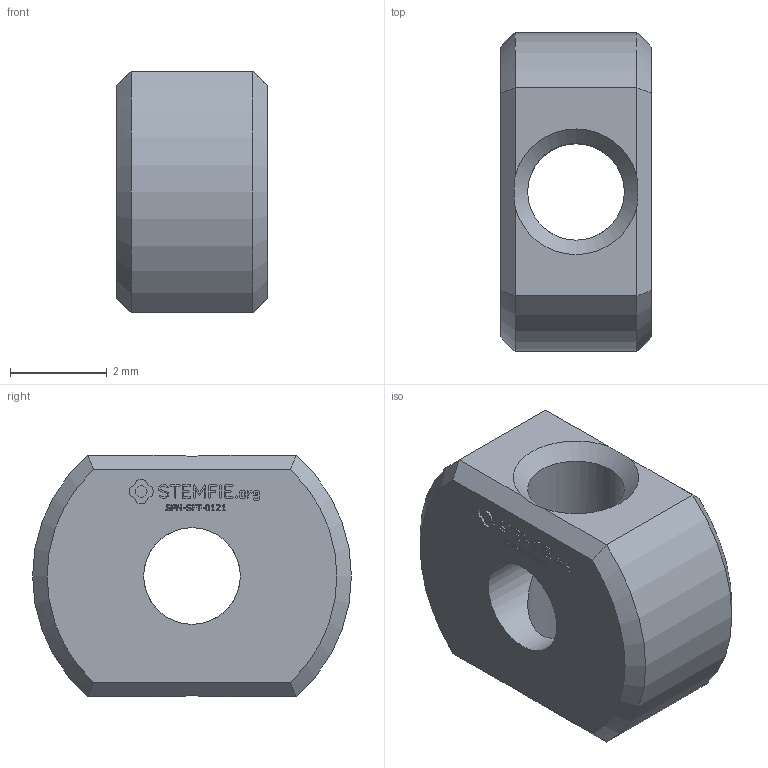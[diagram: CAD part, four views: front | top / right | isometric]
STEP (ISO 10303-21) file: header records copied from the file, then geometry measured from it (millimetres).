
FILE_DESCRIPTION(('FreeCAD Model'),'2;1');
FILE_NAME('Open CASCADE Shape Model','2024-06-18T00:12:36',(''),(''), 'Open CASCADE STEP processor 7.6','FreeCAD','Unknown');
FILE_SCHEMA(('AUTOMOTIVE_DESIGN { 1 0 10303 214 1 1 1 1 }'));
Length unit declared in the file: millimetre
Products named in the file (1): Shaft IDX BU00.25 - SPN-SFT-0121 (stemfie.org)
Bounding box: 3.12 x 6.6 x 5 mm (x, y, z)
Volume: 69.6 mm3; surface area: 135.6 mm2
Topology: 1 solids, 1 shells, 461 faces, 1290 edges, 856 vertices
Faces by surface type: plane 323, extrusion 126, cylinder 6, cone 6
Full cylindrical faces by diameter (mm): 2 x4
Entity records: 14812 total; most frequent: CARTESIAN_POINT 3364, ORIENTED_EDGE 2580, DIRECTION 1874, EDGE_CURVE 1290, VECTOR 1126, LINE 1000, VERTEX_POINT 856, FACE_BOUND 492
